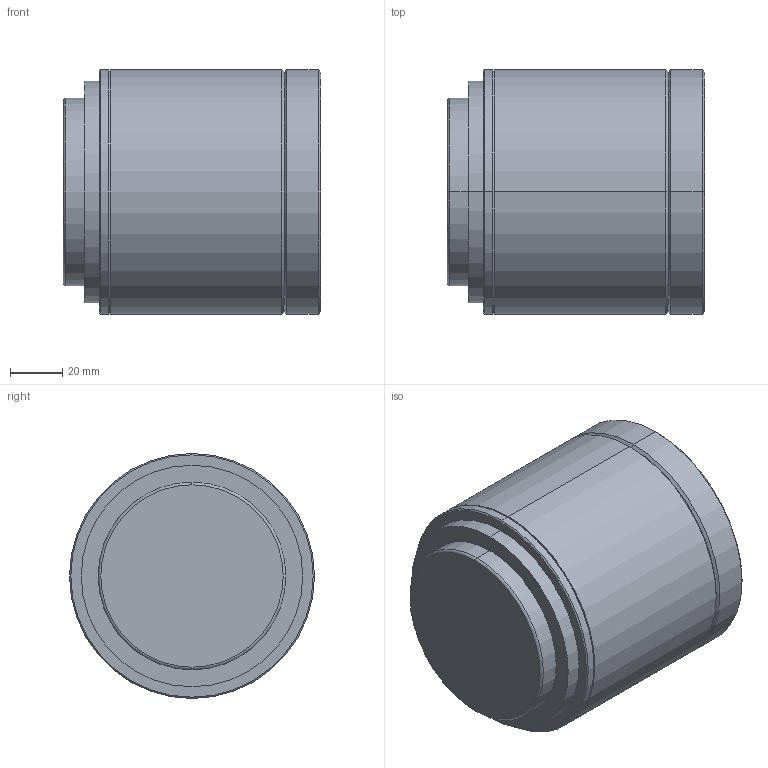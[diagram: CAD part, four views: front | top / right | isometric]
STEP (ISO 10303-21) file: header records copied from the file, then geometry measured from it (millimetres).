
FILE_DESCRIPTION (( 'STEP AP203' ), '1' );
FILE_NAME ('S4LFT7012_292_01.STEP', '2016-02-29T07:12:08', ( 'poweredge' ), ( 'Hewlett-Packard Company' ), 'SwSTEP 2.0', 'SolidWorks 2015', '' );
FILE_SCHEMA (( 'CONFIG_CONTROL_DESIGN' ));
Length unit declared in the file: millimetre
Products named in the file (1): S4LFT7012_292_01
Bounding box: 98.77 x 94 x 94 mm (x, y, z)
Volume: 654595.9 mm3; surface area: 42415 mm2
Topology: 1 solids, 1 shells, 27 faces, 52 edges, 30 vertices
Faces by surface type: cylinder 10, cone 10, plane 5, torus 2
Entity records: 763 total; most frequent: DIRECTION 140, CARTESIAN_POINT 110, ORIENTED_EDGE 104, AXIS2_PLACEMENT_3D 60, EDGE_CURVE 52, CIRCLE 32, VERTEX_POINT 30, EDGE_LOOP 30
